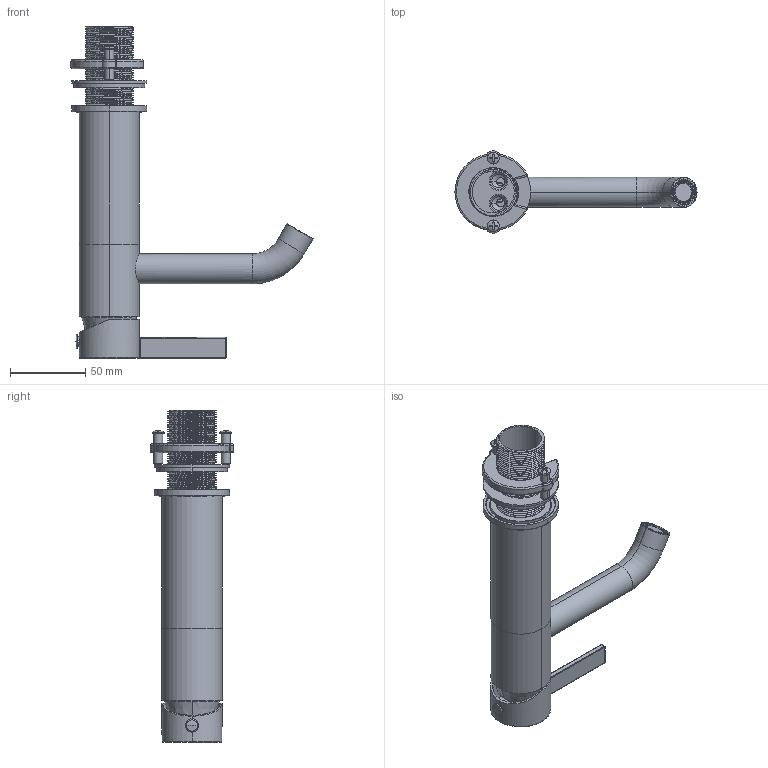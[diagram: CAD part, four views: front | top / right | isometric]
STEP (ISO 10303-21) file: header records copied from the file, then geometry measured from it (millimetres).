
FILE_DESCRIPTION((''),'2;1');
FILE_NAME('S110314SP-AU005-S316_ASM_1_ASM','2025-05-13T',('Administrator'),(''),'PRO/ENGINEER BY PARAMETRIC TECHNOLOGY CORPORATION, 2011310','PRO/ENGINEER BY PARAMETRIC TECHNOLOGY CORPORATION, 2011310','');
FILE_SCHEMA(('CONFIG_CONTROL_DESIGN'));
Length unit declared in the file: millimetre
Products named in the file (17): 1P0633CWNT_1; 1O0369CWNT_1; 1L0191CWNGX_1; 1L0218CWGX_1; 1W0763CWSP_ASM_1_ASM; 1D0369CWCP_1; 1E0437BWCP_1; 1N0006EWCP_1; 1M0200EWNT_1; 1P0598CWCP_1; 1Q0007CWNT_1; 1R0001EWNT_1; 1R0002CWNT_1; 1Q0062CWNT_1; 1F0079CWNT_1; 1Q0062CWNT_ASM_1_ASM; S110314SP-AU005-S316_ASM_1_ASM
Assembly tree (17 placements, depth 3):
  S110314SP-AU005-S316_ASM_1_ASM
    1W0763CWSP_ASM_1_ASM
      1P0633CWNT_1
      1O0369CWNT_1
      1L0191CWNGX_1
      1L0218CWGX_1
    1D0369CWCP_1
    1E0437BWCP_1
    1N0006EWCP_1
    1M0200EWNT_1
    1P0598CWCP_1
    1Q0007CWNT_1
    1R0001EWNT_1
    1R0002CWNT_1
    1Q0062CWNT_ASM_1_ASM
      1Q0062CWNT_1
      1F0079CWNT_1  x2
Bounding box: 161.16 x 55 x 221.01 mm (x, y, z)
Volume: 101591.9 mm3; surface area: 111640.8 mm2
Topology: 15 solids, 15 shells, 743 faces, 1950 edges, 1242 vertices
Faces by surface type: plane 280, cylinder 267, cone 76, torus 58, bspline 44, sphere 18
Entity records: 34976 total; most frequent: CARTESIAN_POINT 17237, ORIENTED_EDGE 3736, DIRECTION 3526, EDGE_CURVE 1868, AXIS2_PLACEMENT_3D 1288, VERTEX_POINT 1202, VECTOR 950, LINE 950
